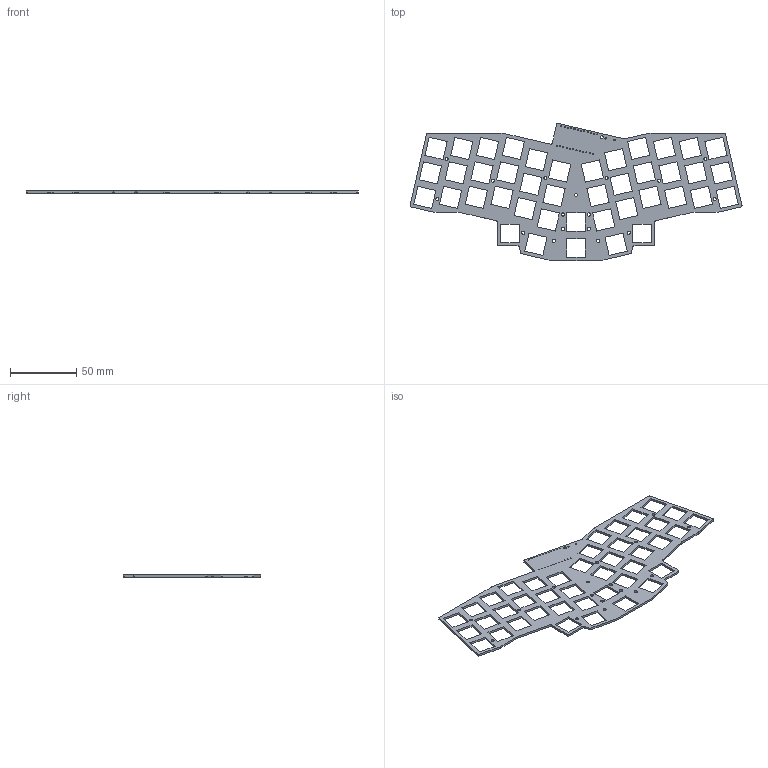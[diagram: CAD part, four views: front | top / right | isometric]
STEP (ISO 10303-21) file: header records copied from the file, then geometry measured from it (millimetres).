
FILE_DESCRIPTION(('KiCad electronic assembly'),'2;1');
FILE_NAME('reviung41 low profile plate.STEP','2023-07-04T14:46:27',( 'Pcbnew'),('Kicad'),'Open CASCADE STEP processor 7.6', 'KiCad to STEP converter','Unknown');
FILE_SCHEMA(('AUTOMOTIVE_DESIGN { 1 0 10303 214 1 1 1 1 }'));
Length unit declared in the file: millimetre
Products named in the file (2): reviung41 low profile plate 1; PCB
Assembly tree (1 placements, depth 2):
  reviung41 low profile plate 1
    PCB
Bounding box: 251.35 x 103.73 x 1.6 mm (x, y, z)
Volume: 15772.9 mm3; surface area: 24848 mm2
Topology: 1 solids, 1 shells, 518 faces, 1548 edges, 1032 vertices
Faces by surface type: plane 478, cylinder 40
Full cylindrical faces by diameter (mm): 0.813 x24, 1.3 x2, 2.3 x14
Entity records: 37887 total; most frequent: CARTESIAN_POINT 6676, DIRECTION 5684, LINE 4484, VECTOR 4484, ORIENTED_EDGE 3096, PCURVE 3096, DEFINITIONAL_REPRESENTATION 3096, EDGE_CURVE 1548
